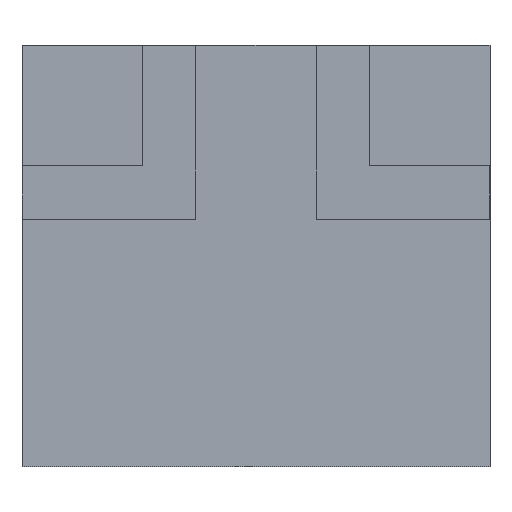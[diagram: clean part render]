
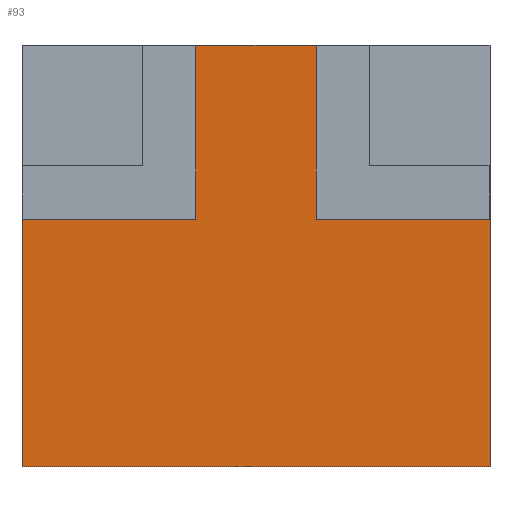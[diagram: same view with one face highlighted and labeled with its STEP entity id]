
A CAD part, front view. The second image highlights one B-rep face of the part: STEP entity #93.
In plain terms, the highlighted planar face has unit normal (0, -1, 0).
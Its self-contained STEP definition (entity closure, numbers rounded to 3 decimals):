
#93=ADVANCED_FACE('',(#3212),#3214,.F.);
#3212=FACE_BOUND('',#3213,.T.);
#3213=EDGE_LOOP('',(#9170,#9171,#9172,#9173,#9174,#9175,#9176,#9177));
#3214=PLANE('',#3215);
#3215=AXIS2_PLACEMENT_3D('',#3216,#3217,#3218);
#3216=CARTESIAN_POINT('',(-3.5,-1.8,6.3));
#3217=DIRECTION('',(0.,1.,0.));
#3218=DIRECTION('',(0.,-0.,1.));
#9170=ORIENTED_EDGE('',*,*,#10762,.F.);
#9171=ORIENTED_EDGE('',*,*,#11000,.F.);
#9172=ORIENTED_EDGE('',*,*,#11001,.F.);
#9173=ORIENTED_EDGE('',*,*,#10990,.T.);
#9174=ORIENTED_EDGE('',*,*,#11002,.T.);
#9175=ORIENTED_EDGE('',*,*,#11003,.F.);
#9176=ORIENTED_EDGE('',*,*,#11004,.F.);
#9177=ORIENTED_EDGE('',*,*,#11005,.F.);
#10762=EDGE_CURVE('',#11681,#11683,#11684,.T.);
#10990=EDGE_CURVE('',#12138,#12136,#12139,.T.);
#11000=EDGE_CURVE('',#12156,#11681,#12157,.T.);
#11001=EDGE_CURVE('',#12138,#12156,#12158,.T.);
#11002=EDGE_CURVE('',#12136,#12159,#12160,.T.);
#11003=EDGE_CURVE('',#12161,#12159,#12162,.T.);
#11004=EDGE_CURVE('',#12163,#12161,#12164,.T.);
#11005=EDGE_CURVE('',#11683,#12163,#12165,.T.);
#11681=VERTEX_POINT('',#13213);
#11683=VERTEX_POINT('',#13217);
#11684=LINE('',#13218,#13219);
#12136=VERTEX_POINT('',#16799);
#12138=VERTEX_POINT('',#16803);
#12139=LINE('',#16804,#16805);
#12156=VERTEX_POINT('',#16841);
#12157=LINE('',#16842,#16843);
#12158=LINE('',#16845,#16846);
#12159=VERTEX_POINT('',#16848);
#12160=LINE('',#16849,#16850);
#12161=VERTEX_POINT('',#16852);
#12162=LINE('',#16853,#16854);
#12163=VERTEX_POINT('',#16856);
#12164=LINE('',#16857,#16858);
#12165=LINE('',#16860,#16861);
#13213=CARTESIAN_POINT('',(-0.9,-1.8,6.3));
#13217=CARTESIAN_POINT('',(0.9,-1.8,6.3));
#13218=CARTESIAN_POINT('',(-0.9,-1.8,6.3));
#13219=VECTOR('',#13220,1.);
#13220=DIRECTION('',(1.,0.,0.));
#16799=CARTESIAN_POINT('',(-3.5,-1.8,0.));
#16803=CARTESIAN_POINT('',(-3.5,-1.8,3.7));
#16804=CARTESIAN_POINT('',(-3.5,-1.8,3.7));
#16805=VECTOR('',#16806,1.);
#16806=DIRECTION('',(0.,0.,-1.));
#16841=CARTESIAN_POINT('',(-0.9,-1.8,3.7));
#16842=CARTESIAN_POINT('',(-0.9,-1.8,3.7));
#16843=VECTOR('',#16844,1.);
#16844=DIRECTION('',(0.,0.,1.));
#16845=CARTESIAN_POINT('',(-3.5,-1.8,3.7));
#16846=VECTOR('',#16847,1.);
#16847=DIRECTION('',(1.,0.,0.));
#16848=CARTESIAN_POINT('',(3.5,-1.8,0.));
#16849=CARTESIAN_POINT('',(-3.5,-1.8,0.));
#16850=VECTOR('',#16851,1.);
#16851=DIRECTION('',(1.,0.,0.));
#16852=CARTESIAN_POINT('',(3.5,-1.8,3.7));
#16853=CARTESIAN_POINT('',(3.5,-1.8,3.7));
#16854=VECTOR('',#16855,1.);
#16855=DIRECTION('',(0.,0.,-1.));
#16856=CARTESIAN_POINT('',(0.9,-1.8,3.7));
#16857=CARTESIAN_POINT('',(0.9,-1.8,3.7));
#16858=VECTOR('',#16859,1.);
#16859=DIRECTION('',(1.,0.,0.));
#16860=CARTESIAN_POINT('',(0.9,-1.8,6.3));
#16861=VECTOR('',#16862,1.);
#16862=DIRECTION('',(0.,0.,-1.));
